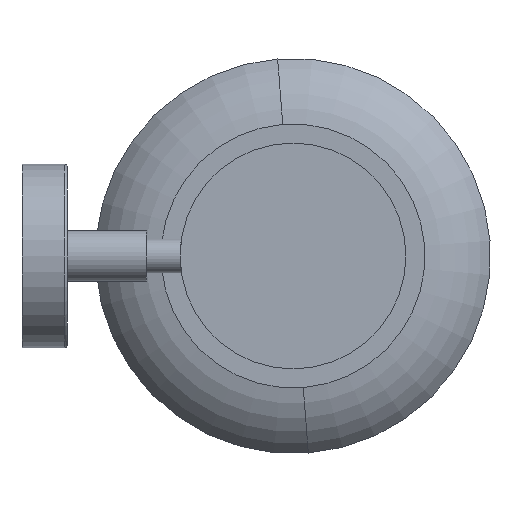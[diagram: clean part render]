
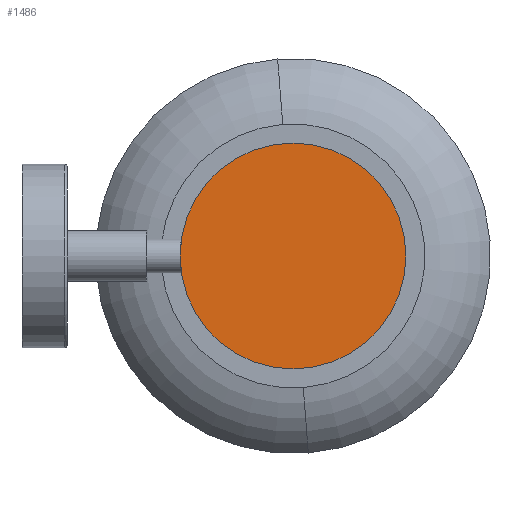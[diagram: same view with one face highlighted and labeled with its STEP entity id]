
A CAD part, front view. The second image highlights one B-rep face of the part: STEP entity #1486.
In plain terms, the highlighted planar face has unit normal (0, -1, 0).
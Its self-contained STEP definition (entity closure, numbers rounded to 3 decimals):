
#122 = FACE_OUTER_BOUND ( 'NONE', #596, .T. ) ;
#194 = AXIS2_PLACEMENT_3D ( 'NONE', #1034, #1059, #1068 ) ;
#212 = VERTEX_POINT ( 'NONE', #1502 ) ;
#303 = CIRCLE ( 'NONE', #1567, 40. ) ;
#322 = CIRCLE ( 'NONE', #1581, 40. ) ;
#596 = EDGE_LOOP ( 'NONE', ( #623, #639 ) ) ;
#623 = ORIENTED_EDGE ( 'NONE', *, *, #1273, .F. ) ;
#639 = ORIENTED_EDGE ( 'NONE', *, *, #1299, .F. ) ;
#640 = VERTEX_POINT ( 'NONE', #1536 ) ;
#822 = CARTESIAN_POINT ( 'NONE',  ( 0., 0., 0. ) ) ;
#889 = PLANE ( 'NONE',  #194 ) ;
#913 = CARTESIAN_POINT ( 'NONE',  ( 0., 0., 0. ) ) ;
#927 = DIRECTION ( 'NONE',  ( 0., 1., 0. ) ) ;
#970 = DIRECTION ( 'NONE',  ( 0., 0., 1. ) ) ;
#981 = DIRECTION ( 'NONE',  ( 0., 1., 0. ) ) ;
#1034 = CARTESIAN_POINT ( 'NONE',  ( 0., 0., 0. ) ) ;
#1059 = DIRECTION ( 'NONE',  ( 0., 1., 0. ) ) ;
#1068 = DIRECTION ( 'NONE',  ( 0., 0., 1. ) ) ;
#1196 = DIRECTION ( 'NONE',  ( 0., 0., 1. ) ) ;
#1273 = EDGE_CURVE ( 'NONE', #640, #212, #303, .T. ) ;
#1299 = EDGE_CURVE ( 'NONE', #212, #640, #322, .T. ) ;
#1486 = ADVANCED_FACE ( 'NONE', ( #122 ), #889, .F. ) ;
#1502 = CARTESIAN_POINT ( 'NONE',  ( 0., 0., 40. ) ) ;
#1536 = CARTESIAN_POINT ( 'NONE',  ( 0., 0., -40. ) ) ;
#1567 = AXIS2_PLACEMENT_3D ( 'NONE', #822, #981, #970 ) ;
#1581 = AXIS2_PLACEMENT_3D ( 'NONE', #913, #927, #1196 ) ;
